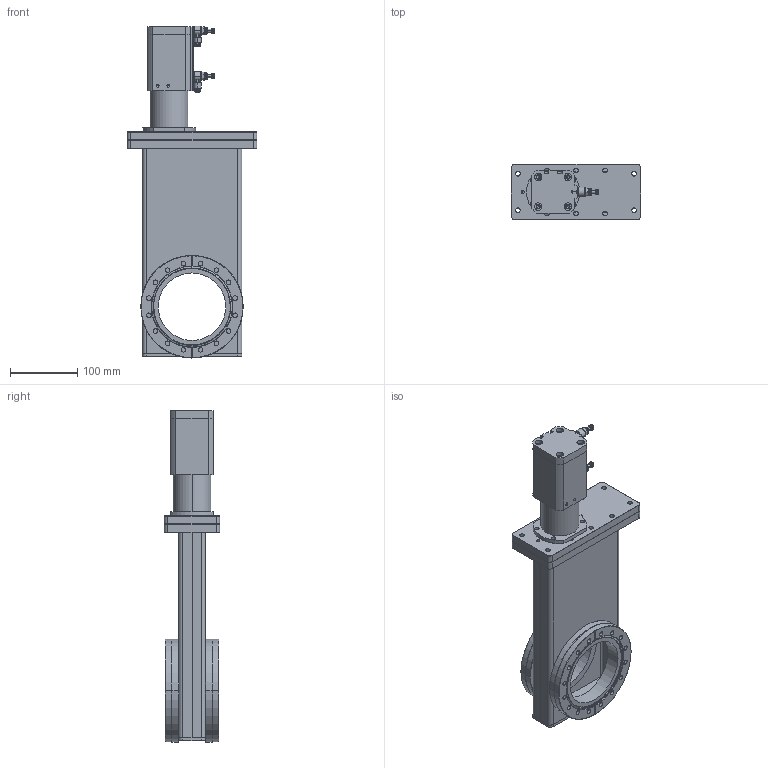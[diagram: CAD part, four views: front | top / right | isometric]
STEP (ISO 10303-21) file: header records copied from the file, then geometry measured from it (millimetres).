
FILE_DESCRIPTION (( 'STEP AP214' ), '1' );
FILE_NAME ('TLG4000-220-21(600400)-1200_GATE_VALVE_4.0_I.D._6.0_O.D._CF_PORT_FLANGES_METAL_SEAL_BONNET_PNEUMATIC.STEP', '2025-01-16T14:47:26', ( '' ), ( '' ), 'SwSTEP 2.0', 'SolidWorks 2023', '' );
FILE_SCHEMA (( 'AUTOMOTIVE_DESIGN' ));
Length unit declared in the file: inch
Products named in the file (1): TLG4000-220-21(600400)-1200_GATE_VALVE_4.0_I.D._6.0_O.D._CF_PORT_FLANGES_METAL_SEAL_BONNET_PNEUMATIC
Bounding box: 192 x 82 x 492 mm (x, y, z)
Volume: 1287567.5 mm3; surface area: 450352 mm2
Topology: 11 solids, 11 shells, 1545 faces, 3660 edges, 2173 vertices
Faces by surface type: plane 559, cylinder 516, cone 446, bspline 12, torus 8, sphere 4
Entity records: 46133 total; most frequent: CARTESIAN_POINT 10753, DIRECTION 7496, ORIENTED_EDGE 7256, EDGE_CURVE 3628, AXIS2_PLACEMENT_3D 3058, VERTEX_POINT 2173, EDGE_LOOP 1757, ADVANCED_FACE 1545
